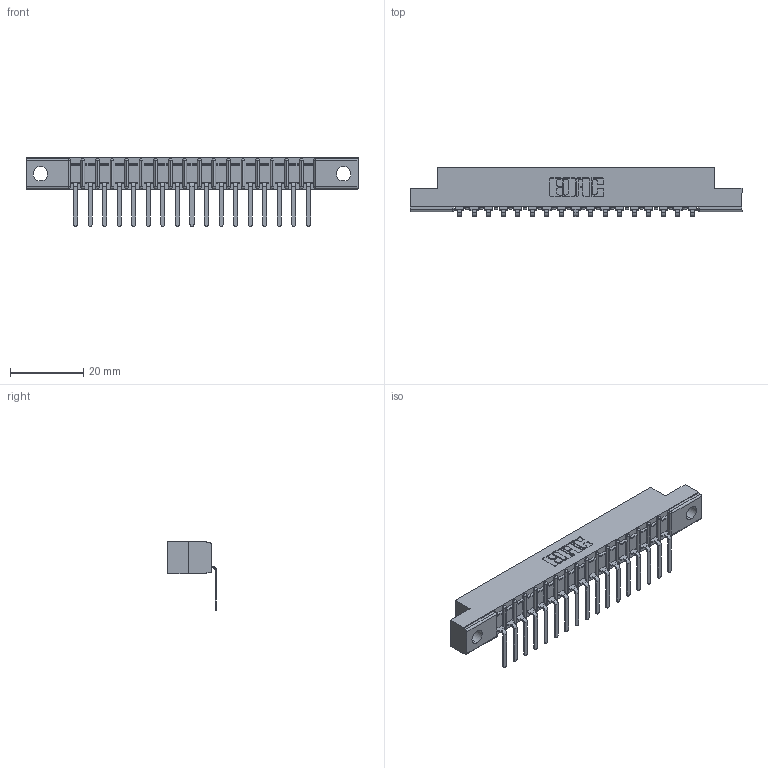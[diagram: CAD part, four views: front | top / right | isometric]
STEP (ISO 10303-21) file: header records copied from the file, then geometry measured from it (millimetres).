
FILE_DESCRIPTION (( 'STEP AP203' ), '1' );
FILE_NAME ('307-017-557-104.STEP', '2019-09-04T21:59:48', ( '' ), ( '' ), 'SwSTEP 2.0', 'SolidWorks 2016', '' );
FILE_SCHEMA (( 'CONFIG_CONTROL_DESIGN' ));
Length unit declared in the file: inch
Products named in the file (3): 307-017-557-104; 307-290-002_557; 307 Part_.156 Dia Mounting Holes
Assembly tree (18 placements, depth 2):
  307-017-557-104
    307 Part_.156 Dia Mounting Holes
    307-290-002_557  x17
Bounding box: 90.37 x 13.32 x 18.67 mm (x, y, z)
Volume: 5903.6 mm3; surface area: 10630.7 mm2
Topology: 18 solids, 18 shells, 1476 faces, 4507 edges, 2954 vertices
Faces by surface type: plane 883, cylinder 557, sphere 36
Entity records: 18928 total; most frequent: CARTESIAN_POINT 3194, ORIENTED_EDGE 3182, DIRECTION 3107, EDGE_CURVE 1591, LINE 1213, VECTOR 1213, VERTEX_POINT 1034, AXIS2_PLACEMENT_3D 947
